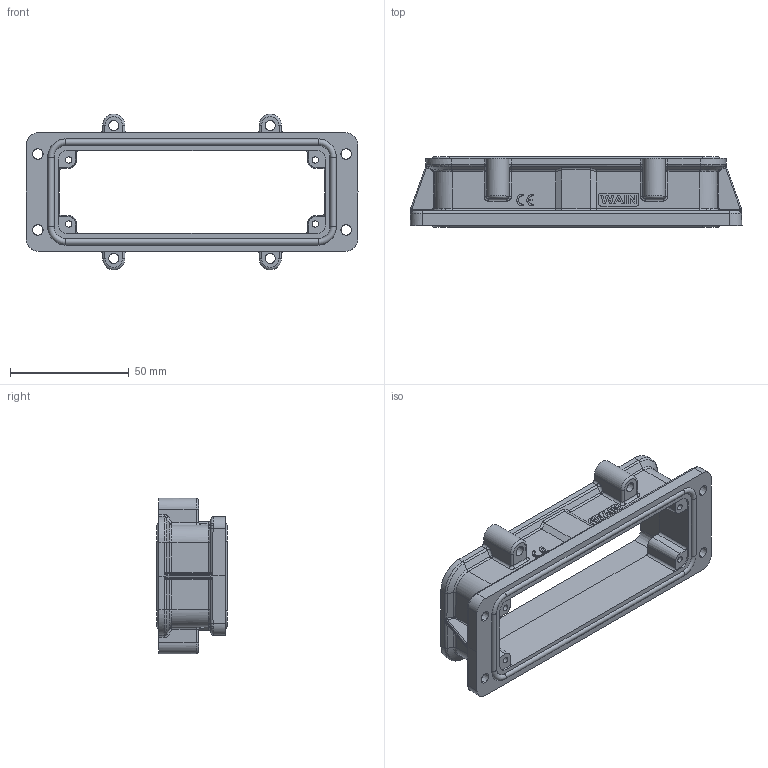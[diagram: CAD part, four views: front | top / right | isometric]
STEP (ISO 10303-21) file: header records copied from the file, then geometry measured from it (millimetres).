
FILE_DESCRIPTION((''),'2;1');
FILE_NAME('3D_1112243301001_EMC_W24B-BK-4H','2024-01-26T',('13034'),(''),'PRO/ENGINEER BY PARAMETRIC TECHNOLOGY CORPORATION, 2012480','PRO/ENGINEER BY PARAMETRIC TECHNOLOGY CORPORATION, 2012480','');
FILE_SCHEMA(('CONFIG_CONTROL_DESIGN'));
Length unit declared in the file: millimetre
Products named in the file (1): 3D_1112243301001_EMC_W24B-BK-4H
Bounding box: 140 x 29.8 x 65.6 mm (x, y, z)
Volume: 57717.5 mm3; surface area: 35558.8 mm2
Topology: 1 solids, 1 shells, 635 faces, 1582 edges, 967 vertices
Faces by surface type: plane 268, cylinder 170, bspline 82, cone 68, torus 39, sphere 8
Entity records: 22356 total; most frequent: CARTESIAN_POINT 7852, ORIENTED_EDGE 3148, DIRECTION 2770, EDGE_CURVE 1574, VERTEX_POINT 967, AXIS2_PLACEMENT_3D 943, VECTOR 884, LINE 884
